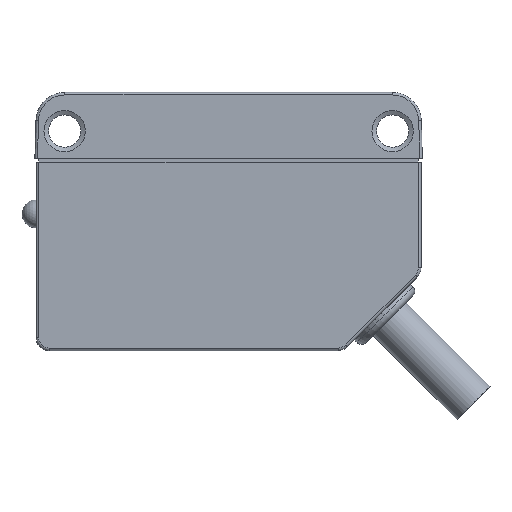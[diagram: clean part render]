
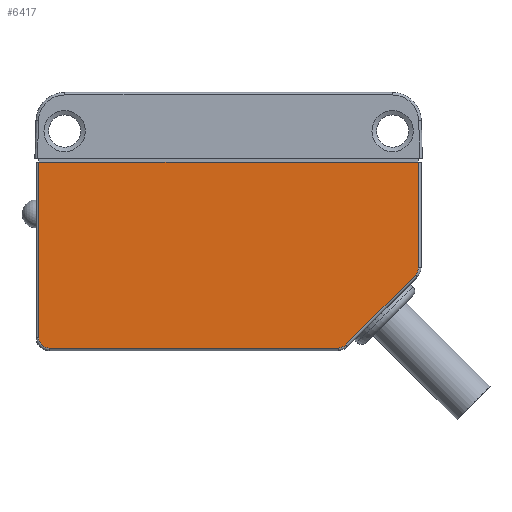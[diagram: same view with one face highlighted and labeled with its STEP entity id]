
A CAD part, left-side view. The second image highlights one B-rep face of the part: STEP entity #6417.
In plain terms, the highlighted planar face has unit normal (-1, 0, 0).
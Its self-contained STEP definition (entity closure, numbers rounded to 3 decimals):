
#230=PLANE('',#6894);
#467=FACE_OUTER_BOUND('',#902,.T.);
#902=EDGE_LOOP('',(#4590,#4591,#4592,#4593,#4594,#4595,#4596,#4597));
#1353=LINE('',#9919,#1940);
#1354=LINE('',#9921,#1941);
#1355=LINE('',#9925,#1942);
#1356=LINE('',#9929,#1943);
#1357=LINE('',#9932,#1944);
#1940=VECTOR('',#7841,29.4);
#1941=VECTOR('',#7842,13.6);
#1942=VECTOR('',#7845,22.386);
#1943=VECTOR('',#7848,7.657);
#1944=VECTOR('',#7851,8.186);
#2535=CIRCLE('',#6895,0.8);
#2536=CIRCLE('',#6896,0.8);
#2537=CIRCLE('',#6897,0.8);
#2910=VERTEX_POINT('',#9917);
#2911=VERTEX_POINT('',#9918);
#2912=VERTEX_POINT('',#9920);
#2913=VERTEX_POINT('',#9922);
#2914=VERTEX_POINT('',#9924);
#2915=VERTEX_POINT('',#9926);
#2916=VERTEX_POINT('',#9928);
#2917=VERTEX_POINT('',#9930);
#3554=EDGE_CURVE('',#2910,#2911,#1353,.T.);
#3555=EDGE_CURVE('',#2911,#2912,#1354,.T.);
#3556=EDGE_CURVE('',#2912,#2913,#2535,.T.);
#3557=EDGE_CURVE('',#2913,#2914,#1355,.T.);
#3558=EDGE_CURVE('',#2914,#2915,#2536,.T.);
#3559=EDGE_CURVE('',#2915,#2916,#1356,.T.);
#3560=EDGE_CURVE('',#2916,#2917,#2537,.T.);
#3561=EDGE_CURVE('',#2917,#2910,#1357,.T.);
#4590=ORIENTED_EDGE('',*,*,#3554,.T.);
#4591=ORIENTED_EDGE('',*,*,#3555,.T.);
#4592=ORIENTED_EDGE('',*,*,#3556,.T.);
#4593=ORIENTED_EDGE('',*,*,#3557,.T.);
#4594=ORIENTED_EDGE('',*,*,#3558,.T.);
#4595=ORIENTED_EDGE('',*,*,#3559,.T.);
#4596=ORIENTED_EDGE('',*,*,#3560,.T.);
#4597=ORIENTED_EDGE('',*,*,#3561,.T.);
#6417=ADVANCED_FACE('',(#467),#230,.F.);
#6894=AXIS2_PLACEMENT_3D('',#9916,#7839,#7840);
#6895=AXIS2_PLACEMENT_3D('',#9923,#7843,#7844);
#6896=AXIS2_PLACEMENT_3D('',#9927,#7846,#7847);
#6897=AXIS2_PLACEMENT_3D('',#9931,#7849,#7850);
#7839=DIRECTION('center_axis',(1.,0.,0.));
#7840=DIRECTION('ref_axis',(0.,0.,-1.));
#7841=DIRECTION('',(0.,1.,0.));
#7842=DIRECTION('',(0.,0.,-1.));
#7843=DIRECTION('center_axis',(-1.,0.,0.));
#7844=DIRECTION('ref_axis',(0.,0.,-1.));
#7845=DIRECTION('',(0.,-1.,0.));
#7846=DIRECTION('center_axis',(-1.,0.,0.));
#7847=DIRECTION('ref_axis',(0.,0.,-1.));
#7848=DIRECTION('',(0.,-0.707,0.707));
#7849=DIRECTION('center_axis',(-1.,0.,0.));
#7850=DIRECTION('ref_axis',(0.,0.,-1.));
#7851=DIRECTION('',(0.,0.,1.));
#9916=CARTESIAN_POINT('Origin',(-5.3,-14.9,-20.));
#9917=CARTESIAN_POINT('',(-5.3,-14.7,-5.4));
#9918=CARTESIAN_POINT('',(-5.3,14.7,-5.4));
#9919=CARTESIAN_POINT('',(-5.3,-14.9,-5.4));
#9920=CARTESIAN_POINT('',(-5.3,14.7,-19.));
#9921=CARTESIAN_POINT('',(-5.3,14.7,-20.));
#9922=CARTESIAN_POINT('',(-5.3,13.9,-19.8));
#9923=CARTESIAN_POINT('Origin',(-5.3,13.9,-19.));
#9924=CARTESIAN_POINT('',(-5.3,-8.486,-19.8));
#9925=CARTESIAN_POINT('',(-5.3,-8.486,-19.8));
#9926=CARTESIAN_POINT('',(-5.3,-9.051,-19.566));
#9927=CARTESIAN_POINT('Origin',(-5.3,-8.486,-19.));
#9928=CARTESIAN_POINT('',(-5.3,-14.466,-14.151));
#9929=CARTESIAN_POINT('',(-5.3,-14.466,-14.151));
#9930=CARTESIAN_POINT('',(-5.3,-14.7,-13.586));
#9931=CARTESIAN_POINT('Origin',(-5.3,-13.9,-13.586));
#9932=CARTESIAN_POINT('',(-5.3,-14.7,-20.));
